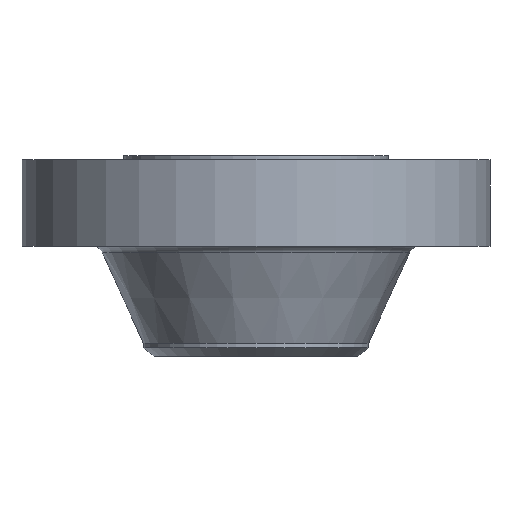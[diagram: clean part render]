
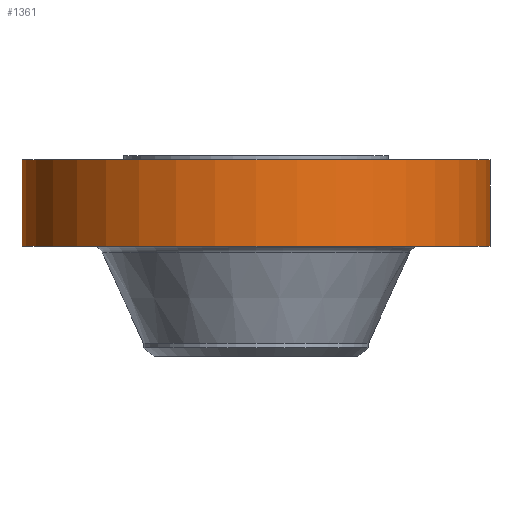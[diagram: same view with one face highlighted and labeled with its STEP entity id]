
A CAD part, front view. The second image highlights one B-rep face of the part: STEP entity #1361.
In plain terms, the highlighted cylindrical face has radius 336.55 mm (diameter 673.1 mm), a partial arc.
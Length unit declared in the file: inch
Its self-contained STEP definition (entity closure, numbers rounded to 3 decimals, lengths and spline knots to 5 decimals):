
#68 = CARTESIAN_POINT ( 'NONE',  ( -13.25, 0., 0. ) ) ;
#129 = ORIENTED_EDGE ( 'NONE', *, *, #1417, .F. ) ;
#164 = ORIENTED_EDGE ( 'NONE', *, *, #1285, .T. ) ;
#210 = ORIENTED_EDGE ( 'NONE', *, *, #1713, .F. ) ;
#377 = DIRECTION ( 'NONE',  ( 0., 0., 1. ) ) ;
#409 = DIRECTION ( 'NONE',  ( 1., 0., 0. ) ) ;
#459 = DIRECTION ( 'NONE',  ( 0., 0., 1. ) ) ;
#472 = CARTESIAN_POINT ( 'NONE',  ( -13.25, 0., -5.125 ) ) ;
#518 = VECTOR ( 'NONE', #1442, 39.37008 ) ;
#541 = CARTESIAN_POINT ( 'NONE',  ( 0., 0., 0. ) ) ;
#730 = CIRCLE ( 'NONE', #1581, 13.25 ) ;
#733 = DIRECTION ( 'NONE',  ( 1., 0., 0. ) ) ;
#803 = FACE_OUTER_BOUND ( 'NONE', #1341, .T. ) ;
#916 = CARTESIAN_POINT ( 'NONE',  ( 13.25, 0., -0.25 ) ) ;
#953 = AXIS2_PLACEMENT_3D ( 'NONE', #541, #377, #1709 ) ;
#993 = VERTEX_POINT ( 'NONE', #916 ) ;
#1026 = CARTESIAN_POINT ( 'NONE',  ( -13.25, 0., -0.25 ) ) ;
#1040 = CARTESIAN_POINT ( 'NONE',  ( 13.25, 0., -5.125 ) ) ;
#1050 = CARTESIAN_POINT ( 'NONE',  ( 0., 0., -0.25 ) ) ;
#1237 = EDGE_CURVE ( 'NONE', #1715, #1368, #1643, .T. ) ;
#1240 = AXIS2_PLACEMENT_3D ( 'NONE', #1623, #1348, #409 ) ;
#1271 = VERTEX_POINT ( 'NONE', #1026 ) ;
#1274 = LINE ( 'NONE', #68, #518 ) ;
#1285 = EDGE_CURVE ( 'NONE', #1368, #993, #1304, .T. ) ;
#1304 = LINE ( 'NONE', #1329, #1672 ) ;
#1329 = CARTESIAN_POINT ( 'NONE',  ( 13.25, 0., 0. ) ) ;
#1338 = CYLINDRICAL_SURFACE ( 'NONE', #953, 13.25 ) ;
#1341 = EDGE_LOOP ( 'NONE', ( #210, #1732, #164, #129 ) ) ;
#1348 = DIRECTION ( 'NONE',  ( 0., 0., 1. ) ) ;
#1361 = ADVANCED_FACE ( 'NONE', ( #803 ), #1338, .T. ) ;
#1368 = VERTEX_POINT ( 'NONE', #1040 ) ;
#1417 = EDGE_CURVE ( 'NONE', #1271, #993, #730, .T. ) ;
#1442 = DIRECTION ( 'NONE',  ( 0., 0., 1. ) ) ;
#1445 = DIRECTION ( 'NONE',  ( 0., 0., 1. ) ) ;
#1581 = AXIS2_PLACEMENT_3D ( 'NONE', #1050, #459, #733 ) ;
#1623 = CARTESIAN_POINT ( 'NONE',  ( 0., 0., -5.125 ) ) ;
#1643 = CIRCLE ( 'NONE', #1240, 13.25 ) ;
#1672 = VECTOR ( 'NONE', #1445, 39.37008 ) ;
#1709 = DIRECTION ( 'NONE',  ( 1., 0., 0. ) ) ;
#1713 = EDGE_CURVE ( 'NONE', #1715, #1271, #1274, .T. ) ;
#1715 = VERTEX_POINT ( 'NONE', #472 ) ;
#1732 = ORIENTED_EDGE ( 'NONE', *, *, #1237, .T. ) ;
